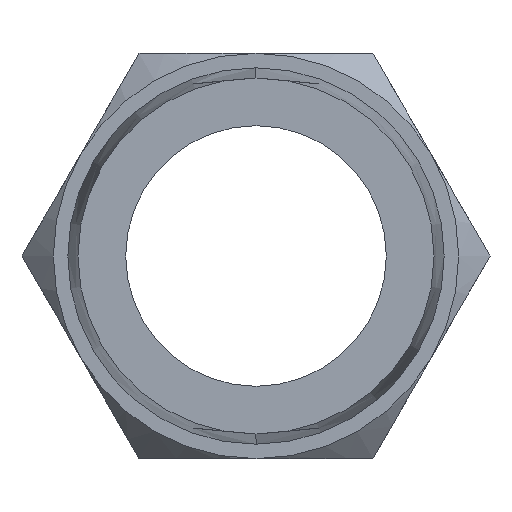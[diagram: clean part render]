
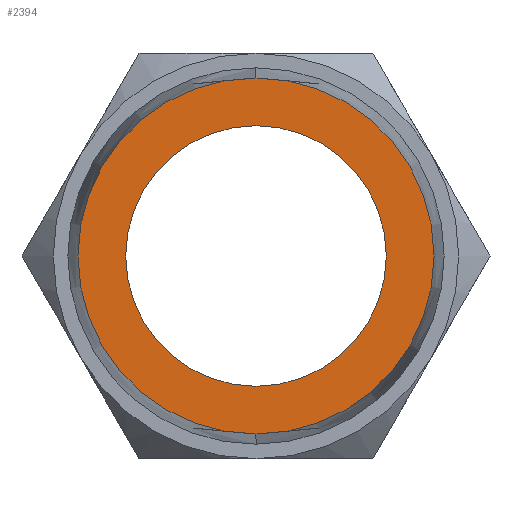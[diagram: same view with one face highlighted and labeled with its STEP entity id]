
A CAD part, left-side view. The second image highlights one B-rep face of the part: STEP entity #2394.
In plain terms, the highlighted planar face has unit normal (-1, 0, 0).
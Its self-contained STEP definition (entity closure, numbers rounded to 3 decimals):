
#396 = PLANE ( 'NONE',  #4479 ) ;
#438 = CARTESIAN_POINT ( 'NONE',  ( 0., 0., 6.15 ) ) ;
#635 = DIRECTION ( 'NONE',  ( 1., 0., 0. ) ) ;
#761 = DIRECTION ( 'NONE',  ( 0., 0., 1. ) ) ;
#788 = VERTEX_POINT ( 'NONE', #438 ) ;
#848 = CIRCLE ( 'NONE', #1835, 6.15 ) ;
#1137 = CARTESIAN_POINT ( 'NONE',  ( 0., 0., 0. ) ) ;
#1162 = VERTEX_POINT ( 'NONE', #2076 ) ;
#1230 = CARTESIAN_POINT ( 'NONE',  ( 0., 0., 0. ) ) ;
#1322 = FACE_OUTER_BOUND ( 'NONE', #1864, .T. ) ;
#1367 = ORIENTED_EDGE ( 'NONE', *, *, #2461, .T. ) ;
#1590 = DIRECTION ( 'NONE',  ( 0., 0., -1. ) ) ;
#1835 = AXIS2_PLACEMENT_3D ( 'NONE', #1230, #2242, #761 ) ;
#1864 = EDGE_LOOP ( 'NONE', ( #3338, #1367 ) ) ;
#1942 = AXIS2_PLACEMENT_3D ( 'NONE', #4629, #3665, #5656 ) ;
#2051 = DIRECTION ( 'NONE',  ( 1., 0., 0. ) ) ;
#2076 = CARTESIAN_POINT ( 'NONE',  ( 0., 0., 4.5 ) ) ;
#2242 = DIRECTION ( 'NONE',  ( -1., 0., 0. ) ) ;
#2394 = ADVANCED_FACE ( 'NONE', ( #5545, #1322 ), #396, .F. ) ;
#2461 = EDGE_CURVE ( 'NONE', #788, #2980, #848, .T. ) ;
#2474 = VERTEX_POINT ( 'NONE', #4048 ) ;
#2579 = DIRECTION ( 'NONE',  ( 0., 0., -1. ) ) ;
#2980 = VERTEX_POINT ( 'NONE', #5843 ) ;
#3102 = CARTESIAN_POINT ( 'NONE',  ( 0., 0., 0. ) ) ;
#3338 = ORIENTED_EDGE ( 'NONE', *, *, #4646, .T. ) ;
#3665 = DIRECTION ( 'NONE',  ( -1., 0., 0. ) ) ;
#3682 = DIRECTION ( 'NONE',  ( 0., 0., -1. ) ) ;
#3800 = EDGE_LOOP ( 'NONE', ( #5119, #5802 ) ) ;
#3904 = CIRCLE ( 'NONE', #4909, 4.5 ) ;
#4048 = CARTESIAN_POINT ( 'NONE',  ( 0., 0., -4.5 ) ) ;
#4098 = CIRCLE ( 'NONE', #4599, 4.5 ) ;
#4479 = AXIS2_PLACEMENT_3D ( 'NONE', #3102, #5082, #3682 ) ;
#4488 = CIRCLE ( 'NONE', #1942, 6.15 ) ;
#4599 = AXIS2_PLACEMENT_3D ( 'NONE', #5826, #2051, #1590 ) ;
#4617 = EDGE_CURVE ( 'NONE', #1162, #2474, #4098, .T. ) ;
#4629 = CARTESIAN_POINT ( 'NONE',  ( 0., 0., 0. ) ) ;
#4646 = EDGE_CURVE ( 'NONE', #2980, #788, #4488, .T. ) ;
#4909 = AXIS2_PLACEMENT_3D ( 'NONE', #1137, #635, #2579 ) ;
#5082 = DIRECTION ( 'NONE',  ( 1., 0., 0. ) ) ;
#5119 = ORIENTED_EDGE ( 'NONE', *, *, #4617, .T. ) ;
#5412 = EDGE_CURVE ( 'NONE', #2474, #1162, #3904, .T. ) ;
#5545 = FACE_BOUND ( 'NONE', #3800, .T. ) ;
#5656 = DIRECTION ( 'NONE',  ( 0., 0., 1. ) ) ;
#5802 = ORIENTED_EDGE ( 'NONE', *, *, #5412, .T. ) ;
#5826 = CARTESIAN_POINT ( 'NONE',  ( 0., 0., 0. ) ) ;
#5843 = CARTESIAN_POINT ( 'NONE',  ( 0., 0., -6.15 ) ) ;
